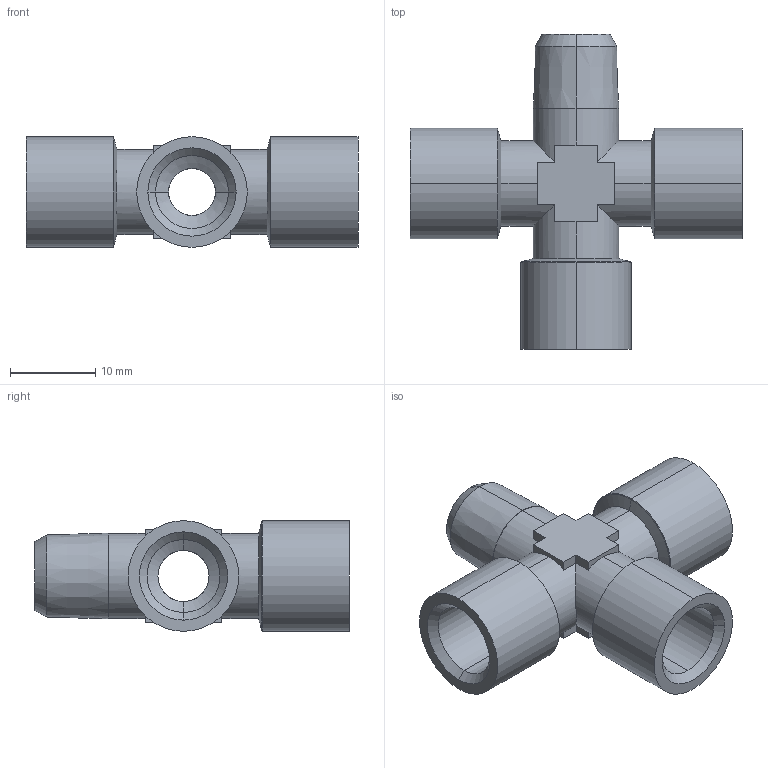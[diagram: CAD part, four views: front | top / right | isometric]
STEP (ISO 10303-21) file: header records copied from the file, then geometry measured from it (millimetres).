
FILE_DESCRIPTION (( 'STEP AP214' ), '1' );
FILE_NAME ('DRF.M3F01.STEP', '2017-04-05T13:51:49', ( '' ), ( '' ), 'SwSTEP 2.0', 'SolidWorks 2017', '' );
FILE_SCHEMA (( 'AUTOMOTIVE_DESIGN' ));
Length unit declared in the file: millimetre
Products named in the file (1): DRF.M3F01
Bounding box: 39 x 37 x 13 mm (x, y, z)
Volume: 4335 mm3; surface area: 4200.9 mm2
Topology: 1 solids, 1 shells, 88 faces, 224 edges, 138 vertices
Faces by surface type: plane 30, cylinder 26, cone 26, bspline 6
Entity records: 2894 total; most frequent: CARTESIAN_POINT 711, DIRECTION 470, ORIENTED_EDGE 448, EDGE_CURVE 224, AXIS2_PLACEMENT_3D 177, VERTEX_POINT 138, VECTOR 116, LINE 116
